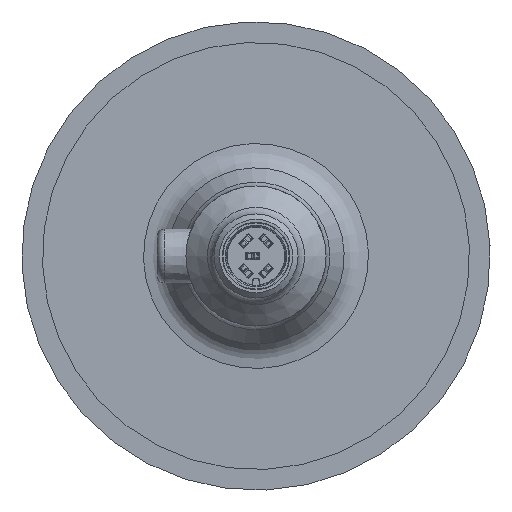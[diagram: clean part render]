
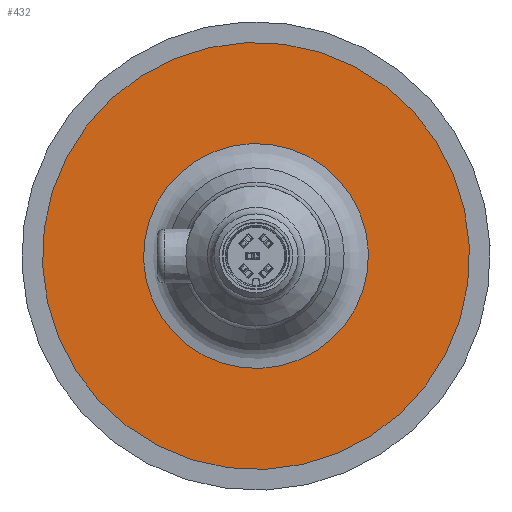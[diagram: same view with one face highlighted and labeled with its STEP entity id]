
A CAD part, left-side view. The second image highlights one B-rep face of the part: STEP entity #432.
In plain terms, the highlighted planar face has unit normal (-1, 0, 0).
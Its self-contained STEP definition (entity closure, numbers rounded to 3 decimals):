
#432 = ADVANCED_FACE( '', ( #928, #929 ), #930, .T. );
#928 = FACE_BOUND( '', #1473, .T. );
#929 = FACE_OUTER_BOUND( '', #1474, .T. );
#930 = PLANE( '', #1475 );
#1473 = EDGE_LOOP( '', ( #2644 ) );
#1474 = EDGE_LOOP( '', ( #2645 ) );
#1475 = AXIS2_PLACEMENT_3D( '', #2646, #2647, #2648 );
#2644 = ORIENTED_EDGE( '', *, *, #3476, .T. );
#2645 = ORIENTED_EDGE( '', *, *, #3300, .T. );
#2646 = CARTESIAN_POINT( '', ( -10.607, 5.263, 12.706 ) );
#2647 = DIRECTION( '', ( -1., 0., 0. ) );
#2648 = DIRECTION( '', ( 0., 0.383, 0.924 ) );
#3300 = EDGE_CURVE( '', #4014, #4014, #4015, .T. );
#3476 = EDGE_CURVE( '', #4254, #4254, #4255, .F. );
#4014 = VERTEX_POINT( '', #4952 );
#4015 = CIRCLE( '', #4953, 30.5 );
#4254 = VERTEX_POINT( '', #5338 );
#4255 = CIRCLE( '', #5339, 16.062 );
#4952 = CARTESIAN_POINT( '', ( -10.607, 11.672, 28.178 ) );
#4953 = AXIS2_PLACEMENT_3D( '', #5845, #5846, #5847 );
#5338 = CARTESIAN_POINT( '', ( -10.607, 6.147, 14.84 ) );
#5339 = AXIS2_PLACEMENT_3D( '', #6035, #6036, #6037 );
#5845 = CARTESIAN_POINT( '', ( -10.607, 0., 0. ) );
#5846 = DIRECTION( '', ( -1., 0., 0. ) );
#5847 = DIRECTION( '', ( 0., 0.383, 0.924 ) );
#6035 = CARTESIAN_POINT( '', ( -10.607, 0., 0. ) );
#6036 = DIRECTION( '', ( -1., 0., 0. ) );
#6037 = DIRECTION( '', ( 0., 0.383, 0.924 ) );
